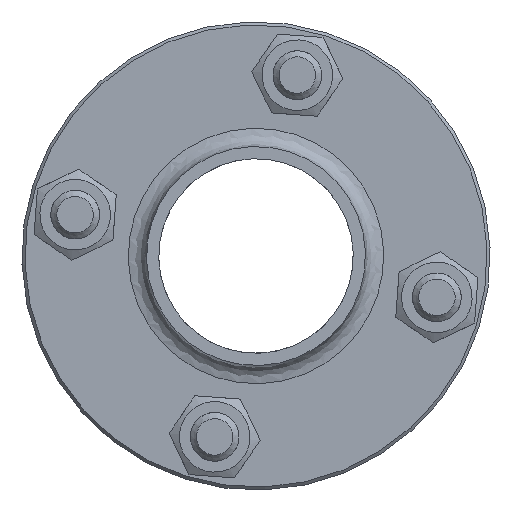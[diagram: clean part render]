
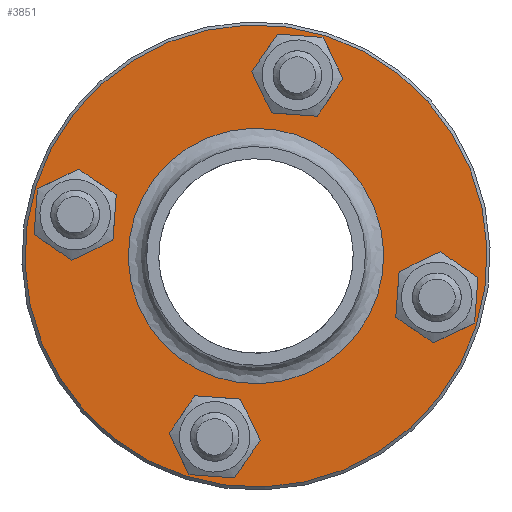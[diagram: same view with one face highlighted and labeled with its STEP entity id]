
A CAD part, left-side view. The second image highlights one B-rep face of the part: STEP entity #3851.
In plain terms, the highlighted planar face has unit normal (-1, 0, 0).
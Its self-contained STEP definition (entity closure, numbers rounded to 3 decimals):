
#940=CARTESIAN_POINT('',(-42.,-1.013,30.158));
#941=VERTEX_POINT('',#940);
#942=CARTESIAN_POINT('',(-42.0,-6.797,29.733));
#943=DIRECTION('',(1.,0.0,0.0));
#944=DIRECTION('',(0.0,0.997,0.073));
#945=AXIS2_PLACEMENT_3D('',#942,#943,#944);
#946=CIRCLE('',#945,5.8);
#947=EDGE_CURVE('',#941,#941,#946,.T.);
#3178=CARTESIAN_POINT('',(-42.,1.013,-30.158));
#3179=VERTEX_POINT('',#3178);
#3180=CARTESIAN_POINT('',(-42.0,6.797,-29.733));
#3181=DIRECTION('',(1.,0.0,0.0));
#3182=DIRECTION('',(0.0,-0.997,-0.073));
#3183=AXIS2_PLACEMENT_3D('',#3180,#3181,#3182);
#3184=CIRCLE('',#3183,5.8);
#3185=EDGE_CURVE('',#3179,#3179,#3184,.T.);
#3789=CARTESIAN_POINT('',(-42.,-17.785,11.167));
#3790=VERTEX_POINT('',#3789);
#3791=CARTESIAN_POINT('',(-42.,0.,0.));
#3792=DIRECTION('',(1.0,0.0,0.0));
#3793=DIRECTION('',(0.0,-0.847,0.532));
#3794=AXIS2_PLACEMENT_3D('',#3791,#3792,#3793);
#3795=CIRCLE('',#3794,21.0);
#3796=EDGE_CURVE('',#3790,#3790,#3795,.T.);
#3804=CARTESIAN_POINT('',(-42.0,-24.984,15.686));
#3805=DIRECTION('',(-1.0,0.0,0.0));
#3806=DIRECTION('',(0.0,-0.532,-0.847));
#3807=AXIS2_PLACEMENT_3D('',#3804,#3805,#3806);
#3808=PLANE('',#3807);
#3809=CARTESIAN_POINT('',(-42.0,-32.182,20.206));
#3810=VERTEX_POINT('',#3809);
#3811=CARTESIAN_POINT('',(-42.0,0.,0.));
#3812=DIRECTION('',(1.,0.0,0.0));
#3813=DIRECTION('',(0.0,-0.847,0.532));
#3814=AXIS2_PLACEMENT_3D('',#3811,#3812,#3813);
#3815=CIRCLE('',#3814,38.0);
#3816=EDGE_CURVE('',#3810,#3810,#3815,.T.);
#3817=ORIENTED_EDGE('',*,*,#3816,.F.);
#3818=EDGE_LOOP('',(#3817));
#3819=FACE_OUTER_BOUND('',#3818,.T.);
#3820=CARTESIAN_POINT('',(-42.0,30.158,1.013));
#3821=VERTEX_POINT('',#3820);
#3822=CARTESIAN_POINT('',(-42.0,29.733,6.797));
#3823=DIRECTION('',(1.,0.0,0.0));
#3824=DIRECTION('',(0.0,0.073,-0.997));
#3825=AXIS2_PLACEMENT_3D('',#3822,#3823,#3824);
#3826=CIRCLE('',#3825,5.8);
#3827=EDGE_CURVE('',#3821,#3821,#3826,.T.);
#3828=ORIENTED_EDGE('',*,*,#3827,.T.);
#3829=EDGE_LOOP('',(#3828));
#3830=FACE_BOUND('',#3829,.T.);
#3831=ORIENTED_EDGE('',*,*,#947,.T.);
#3832=EDGE_LOOP('',(#3831));
#3833=FACE_BOUND('',#3832,.T.);
#3834=CARTESIAN_POINT('',(-42.,-30.158,-1.013));
#3835=VERTEX_POINT('',#3834);
#3836=CARTESIAN_POINT('',(-42.0,-29.733,-6.797));
#3837=DIRECTION('',(1.,0.0,0.0));
#3838=DIRECTION('',(0.0,-0.073,0.997));
#3839=AXIS2_PLACEMENT_3D('',#3836,#3837,#3838);
#3840=CIRCLE('',#3839,5.8);
#3841=EDGE_CURVE('',#3835,#3835,#3840,.T.);
#3842=ORIENTED_EDGE('',*,*,#3841,.T.);
#3843=EDGE_LOOP('',(#3842));
#3844=FACE_BOUND('',#3843,.T.);
#3845=ORIENTED_EDGE('',*,*,#3185,.T.);
#3846=EDGE_LOOP('',(#3845));
#3847=FACE_BOUND('',#3846,.T.);
#3848=ORIENTED_EDGE('',*,*,#3796,.T.);
#3849=EDGE_LOOP('',(#3848));
#3850=FACE_BOUND('',#3849,.T.);
#3851=ADVANCED_FACE('',(#3819,#3830,#3833,#3844,#3847,#3850),#3808,.T.);
